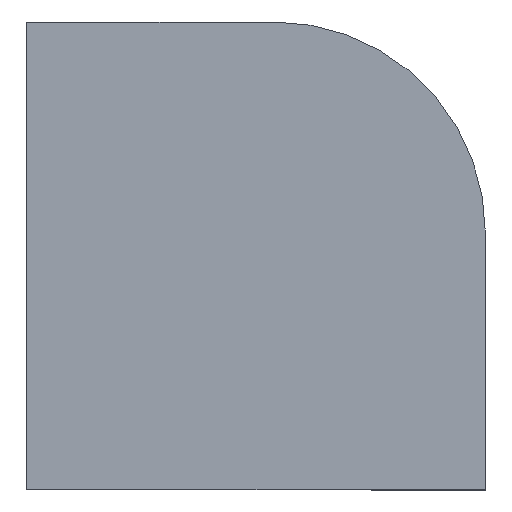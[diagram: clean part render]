
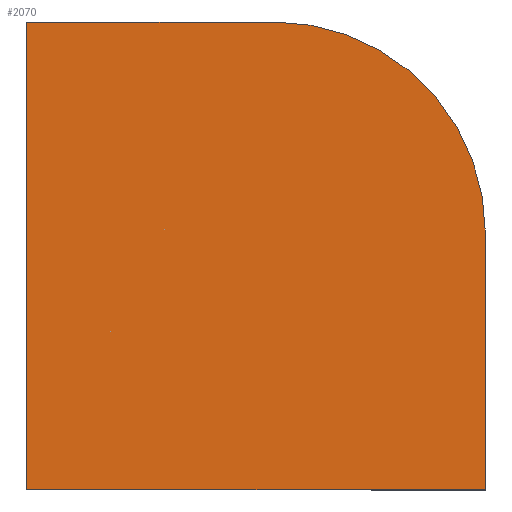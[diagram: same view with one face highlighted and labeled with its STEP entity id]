
A CAD part, left-side view. The second image highlights one B-rep face of the part: STEP entity #2070.
In plain terms, the highlighted planar face has unit normal (-1, 0, 0).
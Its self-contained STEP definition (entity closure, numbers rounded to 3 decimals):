
#27 = EDGE_CURVE ( 'NONE', #1930, #915, #123, .T. ) ;
#60 = CARTESIAN_POINT ( 'NONE',  ( -27.75, 10., -12.75 ) ) ;
#107 = CARTESIAN_POINT ( 'NONE',  ( -27.75, 10., -12.75 ) ) ;
#123 = CIRCLE ( 'NONE', #246, 11.5 ) ;
#242 = VERTEX_POINT ( 'NONE', #2016 ) ;
#246 = AXIS2_PLACEMENT_3D ( 'NONE', #603, #1907, #1187 ) ;
#297 = VECTOR ( 'NONE', #1196, 1000. ) ;
#374 = EDGE_CURVE ( 'NONE', #1901, #915, #578, .T. ) ;
#390 = DIRECTION ( 'NONE',  ( 0., -1., 0. ) ) ;
#484 = DIRECTION ( 'NONE',  ( 0., 0., 1. ) ) ;
#575 = DIRECTION ( 'NONE',  ( 0., 0., -1. ) ) ;
#578 = LINE ( 'NONE', #1322, #2372 ) ;
#598 = EDGE_LOOP ( 'NONE', ( #1130, #2312, #2078, #2021, #2329 ) ) ;
#603 = CARTESIAN_POINT ( 'NONE',  ( -27.75, -3.5, 1.25 ) ) ;
#715 = CARTESIAN_POINT ( 'NONE',  ( -27.75, 10., 12.75 ) ) ;
#842 = DIRECTION ( 'NONE',  ( 0., 0., 1. ) ) ;
#915 = VERTEX_POINT ( 'NONE', #1358 ) ;
#920 = FACE_OUTER_BOUND ( 'NONE', #598, .T. ) ;
#1000 = LINE ( 'NONE', #1538, #1218 ) ;
#1124 = EDGE_CURVE ( 'NONE', #242, #1930, #1980, .T. ) ;
#1130 = ORIENTED_EDGE ( 'NONE', *, *, #1675, .T. ) ;
#1187 = DIRECTION ( 'NONE',  ( 0., 0., 1. ) ) ;
#1196 = DIRECTION ( 'NONE',  ( 0., -1., 0. ) ) ;
#1218 = VECTOR ( 'NONE', #842, 1000. ) ;
#1322 = CARTESIAN_POINT ( 'NONE',  ( -27.75, 10., 12.75 ) ) ;
#1358 = CARTESIAN_POINT ( 'NONE',  ( -27.75, -3.5, 12.75 ) ) ;
#1531 = LINE ( 'NONE', #60, #297 ) ;
#1538 = CARTESIAN_POINT ( 'NONE',  ( -27.75, 10., -12.75 ) ) ;
#1594 = CARTESIAN_POINT ( 'NONE',  ( -27.75, -15., -12.75 ) ) ;
#1647 = DIRECTION ( 'NONE',  ( 1., 0., 0. ) ) ;
#1675 = EDGE_CURVE ( 'NONE', #1908, #242, #1531, .T. ) ;
#1829 = CARTESIAN_POINT ( 'NONE',  ( -27.75, 10., -12.75 ) ) ;
#1901 = VERTEX_POINT ( 'NONE', #715 ) ;
#1907 = DIRECTION ( 'NONE',  ( -1., 0., 0. ) ) ;
#1908 = VERTEX_POINT ( 'NONE', #107 ) ;
#1930 = VERTEX_POINT ( 'NONE', #2001 ) ;
#1980 = LINE ( 'NONE', #1594, #2199 ) ;
#2001 = CARTESIAN_POINT ( 'NONE',  ( -27.75, -15., 1.25 ) ) ;
#2016 = CARTESIAN_POINT ( 'NONE',  ( -27.75, -15., -12.75 ) ) ;
#2021 = ORIENTED_EDGE ( 'NONE', *, *, #374, .F. ) ;
#2070 = ADVANCED_FACE ( 'NONE', ( #920 ), #2244, .F. ) ;
#2078 = ORIENTED_EDGE ( 'NONE', *, *, #27, .T. ) ;
#2147 = EDGE_CURVE ( 'NONE', #1908, #1901, #1000, .T. ) ;
#2199 = VECTOR ( 'NONE', #484, 1000. ) ;
#2244 = PLANE ( 'NONE',  #2273 ) ;
#2273 = AXIS2_PLACEMENT_3D ( 'NONE', #1829, #1647, #575 ) ;
#2312 = ORIENTED_EDGE ( 'NONE', *, *, #1124, .T. ) ;
#2329 = ORIENTED_EDGE ( 'NONE', *, *, #2147, .F. ) ;
#2372 = VECTOR ( 'NONE', #390, 1000. ) ;
